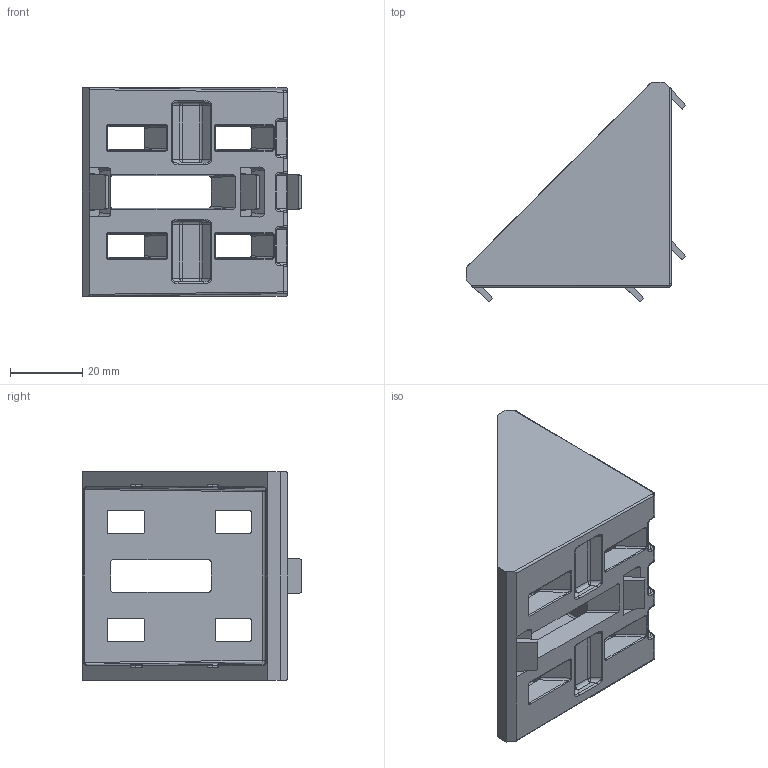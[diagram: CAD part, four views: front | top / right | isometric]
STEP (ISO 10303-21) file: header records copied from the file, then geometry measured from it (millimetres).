
FILE_DESCRIPTION(/* description */ (''),/* implementation_level */ '2;1');
FILE_NAME(/* name */ 'Syskomp 412523546 Winkel 60x60.stp',/* time_stamp */ '2014-01-15T14:24:21+01:00',/* author */ ('mstrom'),/* organization */ (''),/* preprocessor_version */ 'ST-DEVELOPER v15.2',/* originating_system */ 'Autodesk Inventor 2014',/* authorisation */ '0 mm^3');
FILE_SCHEMA (('AUTOMOTIVE_DESIGN { 1 0 10303 214 3 1 1 }'));
Length unit declared in the file: millimetre
Products named in the file (2): 412523546 Winkel 60x60; Syskomp 412523546 Winkel 60x60
Bounding box: 61.02 x 61.02 x 58 mm (x, y, z)
Volume: 38810.3 mm3; surface area: 20252.4 mm2
Topology: 1 solids, 1 shells, 450 faces, 1103 edges, 654 vertices
Faces by surface type: cylinder 193, plane 130, bspline 111, sphere 16
Entity records: 15690 total; most frequent: CARTESIAN_POINT 5554, ORIENTED_EDGE 2190, DIRECTION 2056, EDGE_CURVE 1095, AXIS2_PLACEMENT_3D 756, VERTEX_POINT 654, LINE 544, VECTOR 544
